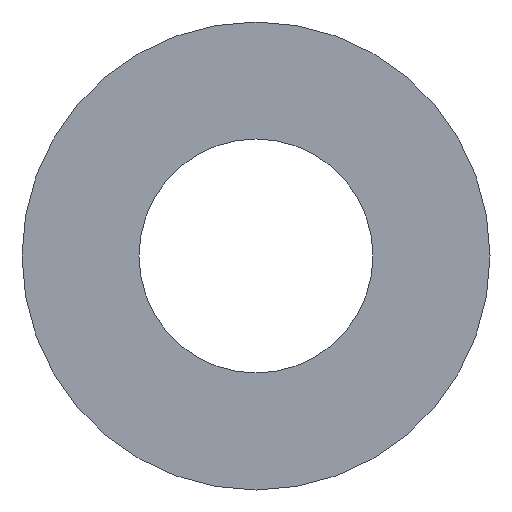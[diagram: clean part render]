
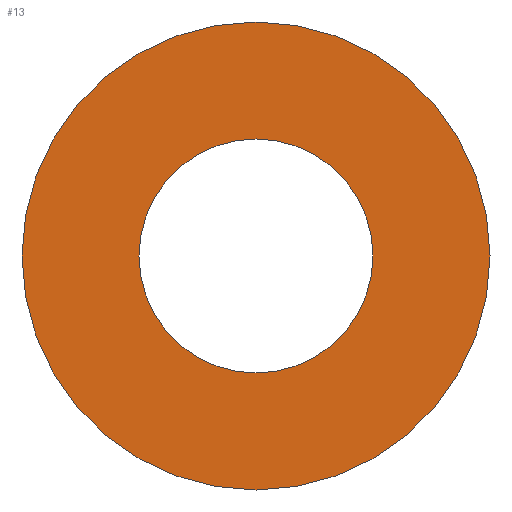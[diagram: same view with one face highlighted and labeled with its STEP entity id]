
A CAD part, front view. The second image highlights one B-rep face of the part: STEP entity #13.
In plain terms, the highlighted planar face has unit normal (0, -1, 0).
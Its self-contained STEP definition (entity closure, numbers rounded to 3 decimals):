
#13 = ADVANCED_FACE ( 'NONE', ( #133, #41 ), #39, .F. ) ;
#15 = ORIENTED_EDGE ( 'NONE', *, *, #47, .F. ) ;
#16 = DIRECTION ( 'NONE',  ( 0., 1., 0. ) ) ;
#25 = CIRCLE ( 'NONE', #131, 3.5 ) ;
#29 = CIRCLE ( 'NONE', #179, 3.5 ) ;
#39 = PLANE ( 'NONE',  #85 ) ;
#41 = FACE_BOUND ( 'NONE', #119, .T. ) ;
#47 = EDGE_CURVE ( 'NONE', #100, #60, #25, .T. ) ;
#49 = CIRCLE ( 'NONE', #224, 1.75 ) ;
#50 = ORIENTED_EDGE ( 'NONE', *, *, #118, .F. ) ;
#55 = VERTEX_POINT ( 'NONE', #177 ) ;
#58 = CARTESIAN_POINT ( 'NONE',  ( 0., 0., -1.75 ) ) ;
#60 = VERTEX_POINT ( 'NONE', #116 ) ;
#61 = DIRECTION ( 'NONE',  ( 0., 0., 1. ) ) ;
#78 = DIRECTION ( 'NONE',  ( 0., 1., 0. ) ) ;
#79 = EDGE_CURVE ( 'NONE', #55, #130, #212, .T. ) ;
#80 = DIRECTION ( 'NONE',  ( 0., 0., 1. ) ) ;
#85 = AXIS2_PLACEMENT_3D ( 'NONE', #136, #160, #232 ) ;
#100 = VERTEX_POINT ( 'NONE', #134 ) ;
#116 = CARTESIAN_POINT ( 'NONE',  ( 0., 0., -3.5 ) ) ;
#118 = EDGE_CURVE ( 'NONE', #60, #100, #29, .T. ) ;
#119 = EDGE_LOOP ( 'NONE', ( #166, #150 ) ) ;
#120 = DIRECTION ( 'NONE',  ( 0., 0., 1. ) ) ;
#126 = EDGE_LOOP ( 'NONE', ( #50, #15 ) ) ;
#130 = VERTEX_POINT ( 'NONE', #58 ) ;
#131 = AXIS2_PLACEMENT_3D ( 'NONE', #178, #175, #80 ) ;
#133 = FACE_OUTER_BOUND ( 'NONE', #126, .T. ) ;
#134 = CARTESIAN_POINT ( 'NONE',  ( 0., 0., 3.5 ) ) ;
#136 = CARTESIAN_POINT ( 'NONE',  ( 0., 0., 0. ) ) ;
#139 = DIRECTION ( 'NONE',  ( 0., 1., 0. ) ) ;
#146 = EDGE_CURVE ( 'NONE', #130, #55, #49, .T. ) ;
#150 = ORIENTED_EDGE ( 'NONE', *, *, #79, .T. ) ;
#157 = AXIS2_PLACEMENT_3D ( 'NONE', #159, #78, #61 ) ;
#158 = DIRECTION ( 'NONE',  ( 0., 0., 1. ) ) ;
#159 = CARTESIAN_POINT ( 'NONE',  ( 0., 0., 0. ) ) ;
#160 = DIRECTION ( 'NONE',  ( 0., 1., 0. ) ) ;
#163 = CARTESIAN_POINT ( 'NONE',  ( 0., 0., 0. ) ) ;
#166 = ORIENTED_EDGE ( 'NONE', *, *, #146, .T. ) ;
#175 = DIRECTION ( 'NONE',  ( 0., 1., 0. ) ) ;
#177 = CARTESIAN_POINT ( 'NONE',  ( 0., 0., 1.75 ) ) ;
#178 = CARTESIAN_POINT ( 'NONE',  ( 0., 0., 0. ) ) ;
#179 = AXIS2_PLACEMENT_3D ( 'NONE', #199, #16, #158 ) ;
#199 = CARTESIAN_POINT ( 'NONE',  ( 0., 0., 0. ) ) ;
#212 = CIRCLE ( 'NONE', #157, 1.75 ) ;
#224 = AXIS2_PLACEMENT_3D ( 'NONE', #163, #139, #120 ) ;
#232 = DIRECTION ( 'NONE',  ( 0., 0., 1. ) ) ;
